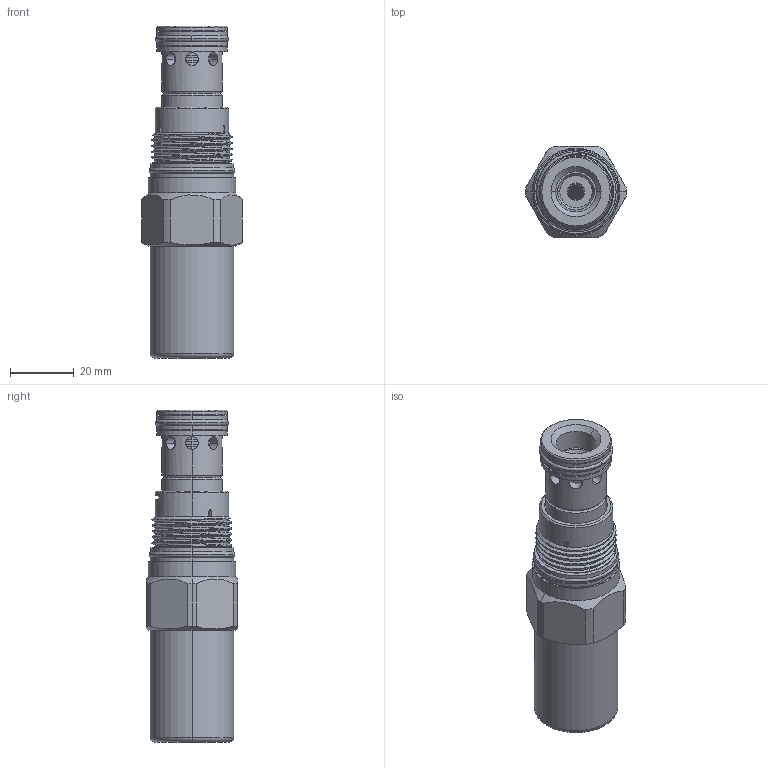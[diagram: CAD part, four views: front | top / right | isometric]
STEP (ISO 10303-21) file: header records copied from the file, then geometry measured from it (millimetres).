
FILE_DESCRIPTION (( 'STEP AP203' ), '1' );
FILE_NAME ('RP3A20-C.STEP', '2020-03-23T07:13:41', ( '' ), ( '' ), 'SwSTEP 2.0', 'SolidWorks 2018', '' );
FILE_SCHEMA (( 'CONFIG_CONTROL_DESIGN' ));
Products named in the file (1): RP3A20-C
Bounding box: 31.6 x 28.57 x 104 mm (x, y, z)
Volume: 36998 mm3; surface area: 20315.9 mm2
Topology: 10 solids, 11 shells, 822 faces, 2227 edges, 1412 vertices
Faces by surface type: cylinder 604, cone 88, plane 71, torus 49, bspline 6, sphere 4
Entity records: 55903 total; most frequent: CARTESIAN_POINT 36195, ORIENTED_EDGE 4442, DIRECTION 3289, EDGE_CURVE 2221, VERTEX_POINT 1412, AXIS2_PLACEMENT_3D 1284, EDGE_LOOP 1247, B_SPLINE_CURVE_WITH_KNOTS 918
